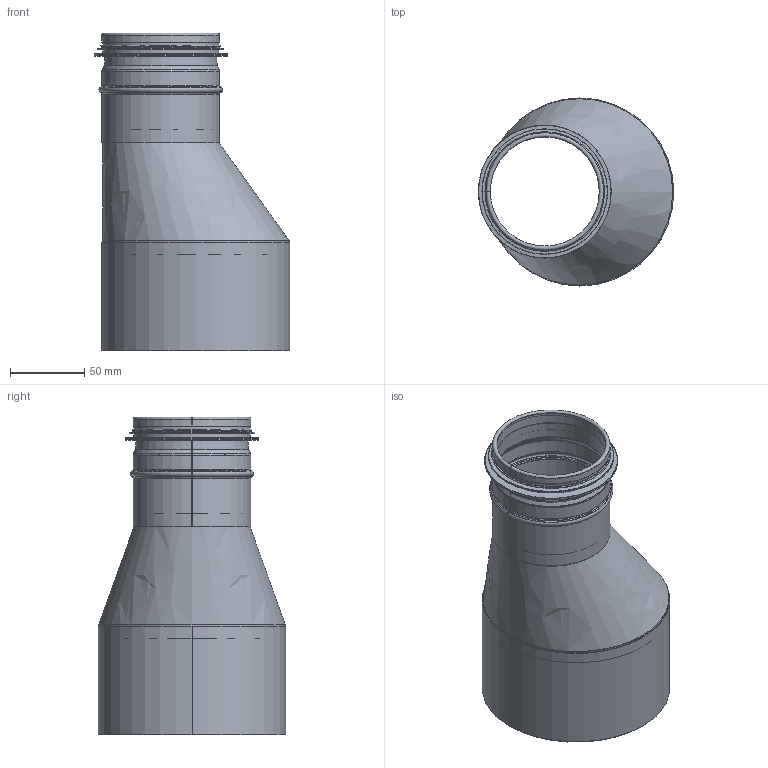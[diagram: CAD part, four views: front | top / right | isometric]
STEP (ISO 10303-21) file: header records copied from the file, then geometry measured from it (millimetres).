
FILE_DESCRIPTION((''),'2;1');
FILE_NAME('HFBM_125-80.stp','2014-02-19T13:18:09',(''),(''),'Autodesk Inventor 2013','Autodesk Inventor 2013','');
FILE_SCHEMA(('AUTOMOTIVE_DESIGN { 1 2 10303 214 0 1 1 1 }'));
Length unit declared in the file: millimetre
Products named in the file (6): HFBM_125-80; KonPunktadHFBM_125-80; Muff-125; StosStödsick-80; StosStödsickRörämne-80; 999002
Assembly tree (5 placements, depth 3):
  HFBM_125-80
    KonPunktadHFBM_125-80
    Muff-125
    StosStödsick-80
      StosStödsickRörämne-80
      999002
Bounding box: 131.45 x 126.25 x 213.5 mm (x, y, z)
Volume: 47108.9 mm3; surface area: 168756.9 mm2
Topology: 5 solids, 5 shells, 98 faces, 198 edges, 106 vertices
Faces by surface type: plane 44, cylinder 20, torus 20, cone 10, bspline 4
Full cylindrical faces by diameter (mm): 73.25 x1, 74.25 x1, 75.45 x1, 77.05 x1, 78.05 x7, 79.05 x3, 84.45 x1, 89.45 x1, 124.25 x1, 125.25 x2, 126.25 x1
Entity records: 3090 total; most frequent: CARTESIAN_POINT 824, DIRECTION 469, ORIENTED_EDGE 356, AXIS2_PLACEMENT_3D 198, EDGE_CURVE 178, EDGE_LOOP 124, VERTEX_POINT 105, STYLED_ITEM 102
